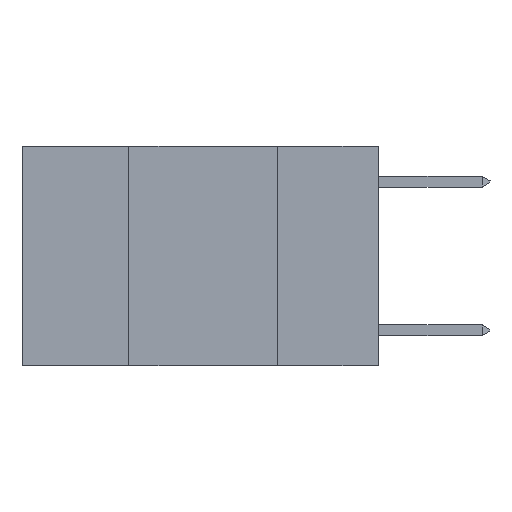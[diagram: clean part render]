
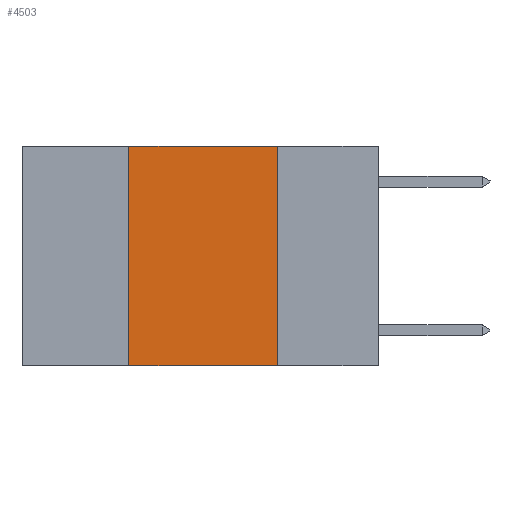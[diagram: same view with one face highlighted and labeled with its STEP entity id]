
A CAD part, left-side view. The second image highlights one B-rep face of the part: STEP entity #4503.
In plain terms, the highlighted planar face has unit normal (-1, 0, 0).
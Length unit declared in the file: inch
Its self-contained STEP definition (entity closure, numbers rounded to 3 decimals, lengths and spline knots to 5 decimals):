
#147 = VECTOR ( 'NONE', #8497, 39.37008 ) ;
#241 = CARTESIAN_POINT ( 'NONE',  ( 0., 0.6, -0.37 ) ) ;
#320 = CARTESIAN_POINT ( 'NONE',  ( 0., 0.42, -0.37 ) ) ;
#460 = VERTEX_POINT ( 'NONE', #320 ) ;
#566 = CARTESIAN_POINT ( 'NONE',  ( 0., 0.6, 0. ) ) ;
#988 = VECTOR ( 'NONE', #1123, 39.37008 ) ;
#1123 = DIRECTION ( 'NONE',  ( 0., -1., 0. ) ) ;
#1160 = CARTESIAN_POINT ( 'NONE',  ( 0., 0.6, 0. ) ) ;
#1239 = LINE ( 'NONE', #241, #988 ) ;
#1402 = DIRECTION ( 'NONE',  ( 0., 0., -1. ) ) ;
#2068 = CARTESIAN_POINT ( 'NONE',  ( 0., 0.17, 0. ) ) ;
#2547 = CARTESIAN_POINT ( 'NONE',  ( 0., 0.17, -0.37 ) ) ;
#3371 = LINE ( 'NONE', #6597, #5296 ) ;
#4503 = ADVANCED_FACE ( 'NONE', ( #5250 ), #9185, .F. ) ;
#4765 = LINE ( 'NONE', #1160, #8239 ) ;
#4981 = EDGE_LOOP ( 'NONE', ( #9183, #9021, #9013, #8117 ) ) ;
#5250 = FACE_OUTER_BOUND ( 'NONE', #4981, .T. ) ;
#5296 = VECTOR ( 'NONE', #7274, 39.37008 ) ;
#5438 = VERTEX_POINT ( 'NONE', #2068 ) ;
#5718 = DIRECTION ( 'NONE',  ( 1., 0., 0. ) ) ;
#5787 = VERTEX_POINT ( 'NONE', #6388 ) ;
#5890 = EDGE_CURVE ( 'NONE', #5438, #7891, #3371, .T. ) ;
#6117 = LINE ( 'NONE', #7058, #147 ) ;
#6240 = DIRECTION ( 'NONE',  ( 0., -1., 0. ) ) ;
#6388 = CARTESIAN_POINT ( 'NONE',  ( 0., 0.42, 0. ) ) ;
#6597 = CARTESIAN_POINT ( 'NONE',  ( 0., 0.17, 0. ) ) ;
#7058 = CARTESIAN_POINT ( 'NONE',  ( 0., 0.42, 0. ) ) ;
#7274 = DIRECTION ( 'NONE',  ( 0., 0., -1. ) ) ;
#7891 = VERTEX_POINT ( 'NONE', #2547 ) ;
#8117 = ORIENTED_EDGE ( 'NONE', *, *, #8904, .T. ) ;
#8239 = VECTOR ( 'NONE', #6240, 39.37008 ) ;
#8253 = EDGE_CURVE ( 'NONE', #460, #5787, #6117, .T. ) ;
#8452 = AXIS2_PLACEMENT_3D ( 'NONE', #566, #5718, #1402 ) ;
#8497 = DIRECTION ( 'NONE',  ( 0., 0., 1. ) ) ;
#8904 = EDGE_CURVE ( 'NONE', #460, #7891, #1239, .T. ) ;
#8937 = EDGE_CURVE ( 'NONE', #5787, #5438, #4765, .T. ) ;
#9013 = ORIENTED_EDGE ( 'NONE', *, *, #8253, .F. ) ;
#9021 = ORIENTED_EDGE ( 'NONE', *, *, #8937, .F. ) ;
#9183 = ORIENTED_EDGE ( 'NONE', *, *, #5890, .F. ) ;
#9185 = PLANE ( 'NONE',  #8452 ) ;
